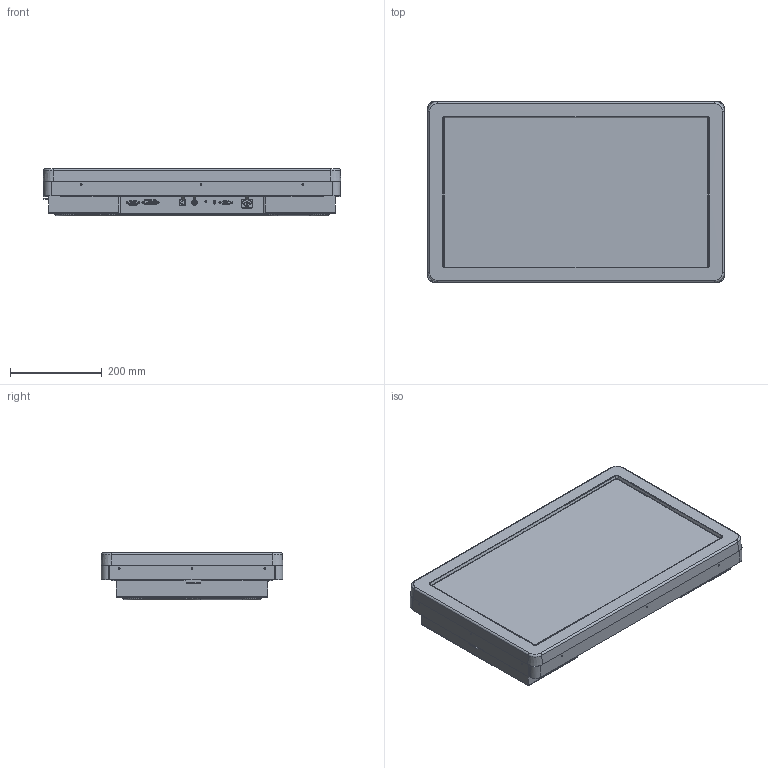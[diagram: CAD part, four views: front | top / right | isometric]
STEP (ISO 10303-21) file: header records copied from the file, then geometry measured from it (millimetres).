
FILE_DESCRIPTION((''),'2;1');
FILE_NAME('MS600623_A_ET2639L_IT','2008-01-25T',('US0T7105'),('Tyco Electronics Corporation'),'PRO/ENGINEER BY PARAMETRIC TECHNOLOGY CORPORATION, 2005450','PRO/ENGINEER BY PARAMETRIC TECHNOLOGY CORPORATION, 2005450','');
FILE_SCHEMA(('CONFIG_CONTROL_DESIGN'));
Length unit declared in the file: millimetre
Products named in the file (1): MS600623_A_ET2639L_IT
Bounding box: 650.2 x 397.2 x 104.77 mm (x, y, z)
Volume: 21762472.9 mm3; surface area: 731221.8 mm2
Topology: 1 solids, 1 shells, 753 faces, 1787 edges, 1144 vertices
Faces by surface type: plane 443, cylinder 226, torus 32, bspline 24, extrusion 16, cone 8, sphere 4
Entity records: 22379 total; most frequent: CARTESIAN_POINT 4706, DIRECTION 3671, ORIENTED_EDGE 3566, EDGE_CURVE 1783, AXIS2_PLACEMENT_3D 1239, VECTOR 1193, LINE 1177, VERTEX_POINT 1144
